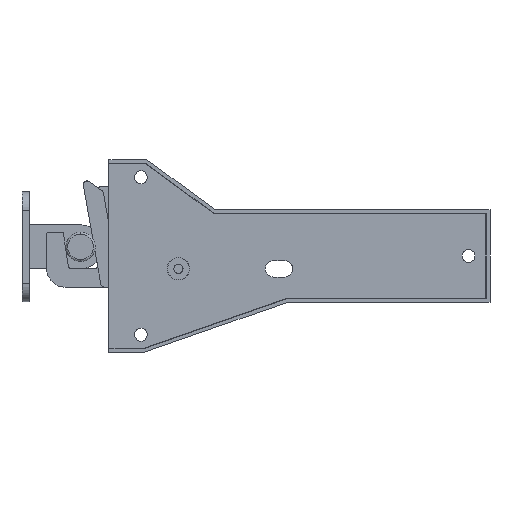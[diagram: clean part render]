
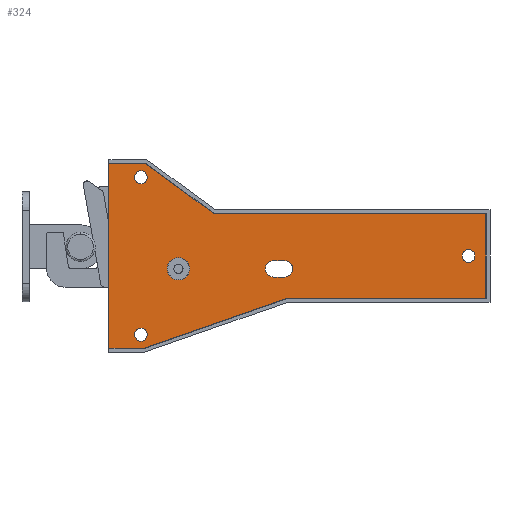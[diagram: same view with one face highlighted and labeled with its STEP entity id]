
A CAD part, front view. The second image highlights one B-rep face of the part: STEP entity #324.
In plain terms, the highlighted planar face has unit normal (0, -1, 0).
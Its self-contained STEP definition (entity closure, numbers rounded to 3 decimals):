
#324=ADVANCED_FACE('',(#1434,#1435,#1436,#1437,#1438,#1439),#1433,.F.);
#1433=PLANE('',#2773);
#1434=FACE_OUTER_BOUND('',#2774,.T.);
#1435=FACE_BOUND('',#2775,.T.);
#1436=FACE_BOUND('',#2776,.T.);
#1437=FACE_BOUND('',#2777,.T.);
#1438=FACE_BOUND('',#2778,.T.);
#1439=FACE_BOUND('',#2779,.T.);
#2770=CARTESIAN_POINT('',(-132.,-12.4,-33.8));
#2771=DIRECTION('',(0.,1.,0.));
#2772=DIRECTION('',(0.,0.,1.));
#2773=AXIS2_PLACEMENT_3D('',#2770,#2771,#2772);
#2774=EDGE_LOOP('',(#3709,#3710,#3711,#3712,#3713,#3714,#3715,#3716));
#2775=EDGE_LOOP('',(#3717,#3718,#3719,#3720));
#2776=EDGE_LOOP('',(#3721,#3722));
#2777=EDGE_LOOP('',(#3723,#3724));
#2778=EDGE_LOOP('',(#3725,#3726));
#2779=EDGE_LOOP('',(#3727,#3728));
#3709=ORIENTED_EDGE('',*,*,#4384,.T.);
#3710=ORIENTED_EDGE('',*,*,#4381,.T.);
#3711=ORIENTED_EDGE('',*,*,#4377,.T.);
#3712=ORIENTED_EDGE('',*,*,#4373,.T.);
#3713=ORIENTED_EDGE('',*,*,#4369,.T.);
#3714=ORIENTED_EDGE('',*,*,#4366,.T.);
#3715=ORIENTED_EDGE('',*,*,#4363,.T.);
#3716=ORIENTED_EDGE('',*,*,#4387,.T.);
#3717=ORIENTED_EDGE('',*,*,#4315,.T.);
#3718=ORIENTED_EDGE('',*,*,#4401,.T.);
#3719=ORIENTED_EDGE('',*,*,#4402,.T.);
#3720=ORIENTED_EDGE('',*,*,#4318,.T.);
#3721=ORIENTED_EDGE('',*,*,#4403,.T.);
#3722=ORIENTED_EDGE('',*,*,#4404,.T.);
#3723=ORIENTED_EDGE('',*,*,#4405,.T.);
#3724=ORIENTED_EDGE('',*,*,#4406,.T.);
#3725=ORIENTED_EDGE('',*,*,#4407,.T.);
#3726=ORIENTED_EDGE('',*,*,#4408,.T.);
#3727=ORIENTED_EDGE('',*,*,#4409,.T.);
#3728=ORIENTED_EDGE('',*,*,#4410,.T.);
#4315=EDGE_CURVE('',#5995,#6010,#6017,.T.);
#4318=EDGE_CURVE('',#6023,#5995,#6037,.T.);
#4363=EDGE_CURVE('',#6342,#6335,#6343,.T.);
#4366=EDGE_CURVE('',#6362,#6342,#6363,.T.);
#4369=EDGE_CURVE('',#6382,#6362,#6383,.T.);
#4373=EDGE_CURVE('',#6408,#6382,#6409,.T.);
#4377=EDGE_CURVE('',#6434,#6408,#6435,.T.);
#4381=EDGE_CURVE('',#6460,#6434,#6461,.T.);
#4384=EDGE_CURVE('',#6480,#6460,#6481,.T.);
#4387=EDGE_CURVE('',#6335,#6480,#6499,.T.);
#4401=EDGE_CURVE('',#6010,#6592,#6593,.T.);
#4402=EDGE_CURVE('',#6592,#6023,#6599,.T.);
#4403=EDGE_CURVE('',#6605,#6606,#6607,.T.);
#4404=EDGE_CURVE('',#6606,#6605,#6613,.T.);
#4405=EDGE_CURVE('',#6619,#6620,#6621,.T.);
#4406=EDGE_CURVE('',#6620,#6619,#6627,.T.);
#4407=EDGE_CURVE('',#6633,#6634,#6635,.T.);
#4408=EDGE_CURVE('',#6634,#6633,#6641,.T.);
#4409=EDGE_CURVE('',#6647,#6648,#6649,.T.);
#4410=EDGE_CURVE('',#6648,#6647,#6655,.T.);
#5995=VERTEX_POINT('',#8644);
#6010=VERTEX_POINT('',#8653);
#6017=LINE('',#8657,#8658);
#6023=VERTEX_POINT('',#8660);
#6037=CIRCLE('',#8672,2.25);
#6335=VERTEX_POINT('',#8844);
#6342=VERTEX_POINT('',#8848);
#6343=LINE('',#8849,#8850);
#6362=VERTEX_POINT('',#8859);
#6363=LINE('',#8860,#8861);
#6382=VERTEX_POINT('',#8870);
#6383=LINE('',#8871,#8872);
#6408=VERTEX_POINT('',#8884);
#6409=LINE('',#8885,#8886);
#6434=VERTEX_POINT('',#8898);
#6435=LINE('',#8899,#8900);
#6460=VERTEX_POINT('',#8912);
#6461=LINE('',#8913,#8914);
#6480=VERTEX_POINT('',#8923);
#6481=LINE('',#8924,#8925);
#6499=LINE('',#8933,#8934);
#6592=VERTEX_POINT('',#8991);
#6593=CIRCLE('',#8995,2.25);
#6599=LINE('',#8996,#8997);
#6605=VERTEX_POINT('',#8999);
#6606=VERTEX_POINT('',#9000);
#6607=CIRCLE('',#9004,1.75);
#6613=CIRCLE('',#9008,1.75);
#6619=VERTEX_POINT('',#9009);
#6620=VERTEX_POINT('',#9010);
#6621=CIRCLE('',#9014,1.75);
#6627=CIRCLE('',#9018,1.75);
#6633=VERTEX_POINT('',#9019);
#6634=VERTEX_POINT('',#9020);
#6635=CIRCLE('',#9024,1.75);
#6641=CIRCLE('',#9028,1.75);
#6647=VERTEX_POINT('',#9029);
#6648=VERTEX_POINT('',#9030);
#6649=CIRCLE('',#9034,3.05);
#6655=CIRCLE('',#9038,3.05);
#8644=CARTESIAN_POINT('',(-67.,-12.4,2.25));
#8653=CARTESIAN_POINT('',(-64.,-12.4,2.25));
#8657=CARTESIAN_POINT('',(-67.,-12.4,2.25));
#8658=VECTOR('',#8659,3.);
#8659=DIRECTION('',(1.,0.,0.));
#8660=CARTESIAN_POINT('',(-67.,-12.4,-2.25));
#8669=CARTESIAN_POINT('',(-67.,-12.4,0.));
#8670=DIRECTION('',(0.,1.,0.));
#8671=DIRECTION('',(0.,0.,-1.));
#8672=AXIS2_PLACEMENT_3D('',#8669,#8670,#8671);
#8844=CARTESIAN_POINT('',(-19.,-12.4,-28.75));
#8848=CARTESIAN_POINT('',(-28.976,-12.4,-28.75));
#8849=CARTESIAN_POINT('',(-28.976,-12.4,-28.75));
#8850=VECTOR('',#8851,9.976);
#8851=DIRECTION('',(1.,0.,0.));
#8859=CARTESIAN_POINT('',(-47.75,-12.4,-15.));
#8860=CARTESIAN_POINT('',(-47.75,-12.4,-15.));
#8861=VECTOR('',#8862,23.27);
#8862=DIRECTION('',(0.807,0.,-0.591));
#8870=CARTESIAN_POINT('',(-122.,-12.4,-15.));
#8871=CARTESIAN_POINT('',(-122.,-12.4,-15.));
#8872=VECTOR('',#8873,74.25);
#8873=DIRECTION('',(1.,0.,0.));
#8884=CARTESIAN_POINT('',(-122.,-12.4,8.));
#8885=CARTESIAN_POINT('',(-122.,-12.4,8.));
#8886=VECTOR('',#8887,23.);
#8887=DIRECTION('',(0.,0.,-1.));
#8898=CARTESIAN_POINT('',(-67.75,-12.4,8.));
#8899=CARTESIAN_POINT('',(-67.75,-12.4,8.));
#8900=VECTOR('',#8901,54.25);
#8901=DIRECTION('',(-1.,0.,0.));
#8912=CARTESIAN_POINT('',(-28.386,-12.4,21.75));
#8913=CARTESIAN_POINT('',(-28.386,-12.4,21.75));
#8914=VECTOR('',#8915,41.696);
#8915=DIRECTION('',(-0.944,0.,-0.33));
#8923=CARTESIAN_POINT('',(-19.,-12.4,21.75));
#8924=CARTESIAN_POINT('',(-19.,-12.4,21.75));
#8925=VECTOR('',#8926,9.386);
#8926=DIRECTION('',(-1.,0.,0.));
#8933=CARTESIAN_POINT('',(-19.,-12.4,-28.75));
#8934=VECTOR('',#8935,50.5);
#8935=DIRECTION('',(0.,0.,1.));
#8991=CARTESIAN_POINT('',(-64.,-12.4,-2.25));
#8992=CARTESIAN_POINT('',(-64.,-12.4,0.));
#8993=DIRECTION('',(0.,1.,0.));
#8994=DIRECTION('',(0.,0.,1.));
#8995=AXIS2_PLACEMENT_3D('',#8992,#8993,#8994);
#8996=CARTESIAN_POINT('',(-64.,-12.4,-2.25));
#8997=VECTOR('',#8998,3.);
#8998=DIRECTION('',(-1.,0.,0.));
#8999=CARTESIAN_POINT('',(-27.75,-12.4,-23.25));
#9000=CARTESIAN_POINT('',(-27.75,-12.4,-26.75));
#9001=CARTESIAN_POINT('',(-27.75,-12.4,-25.));
#9002=DIRECTION('',(0.,1.,0.));
#9003=DIRECTION('',(0.,0.,1.));
#9004=AXIS2_PLACEMENT_3D('',#9001,#9002,#9003);
#9005=CARTESIAN_POINT('',(-27.75,-12.4,-25.));
#9006=DIRECTION('',(0.,1.,0.));
#9007=DIRECTION('',(0.,0.,1.));
#9008=AXIS2_PLACEMENT_3D('',#9005,#9006,#9007);
#9009=CARTESIAN_POINT('',(-117.25,-12.4,-1.75));
#9010=CARTESIAN_POINT('',(-117.25,-12.4,-5.25));
#9011=CARTESIAN_POINT('',(-117.25,-12.4,-3.5));
#9012=DIRECTION('',(0.,1.,0.));
#9013=DIRECTION('',(0.,0.,1.));
#9014=AXIS2_PLACEMENT_3D('',#9011,#9012,#9013);
#9015=CARTESIAN_POINT('',(-117.25,-12.4,-3.5));
#9016=DIRECTION('',(0.,1.,0.));
#9017=DIRECTION('',(0.,0.,1.));
#9018=AXIS2_PLACEMENT_3D('',#9015,#9016,#9017);
#9019=CARTESIAN_POINT('',(-27.75,-12.4,19.75));
#9020=CARTESIAN_POINT('',(-27.75,-12.4,16.25));
#9021=CARTESIAN_POINT('',(-27.75,-12.4,18.));
#9022=DIRECTION('',(0.,1.,0.));
#9023=DIRECTION('',(0.,0.,1.));
#9024=AXIS2_PLACEMENT_3D('',#9021,#9022,#9023);
#9025=CARTESIAN_POINT('',(-27.75,-12.4,18.));
#9026=DIRECTION('',(0.,1.,0.));
#9027=DIRECTION('',(0.,0.,1.));
#9028=AXIS2_PLACEMENT_3D('',#9025,#9026,#9027);
#9029=CARTESIAN_POINT('',(-38.,-12.4,3.05));
#9030=CARTESIAN_POINT('',(-38.,-12.4,-3.05));
#9031=CARTESIAN_POINT('',(-38.,-12.4,0.));
#9032=DIRECTION('',(0.,1.,0.));
#9033=DIRECTION('',(0.,0.,1.));
#9034=AXIS2_PLACEMENT_3D('',#9031,#9032,#9033);
#9035=CARTESIAN_POINT('',(-38.,-12.4,0.));
#9036=DIRECTION('',(0.,1.,0.));
#9037=DIRECTION('',(0.,0.,1.));
#9038=AXIS2_PLACEMENT_3D('',#9035,#9036,#9037);
